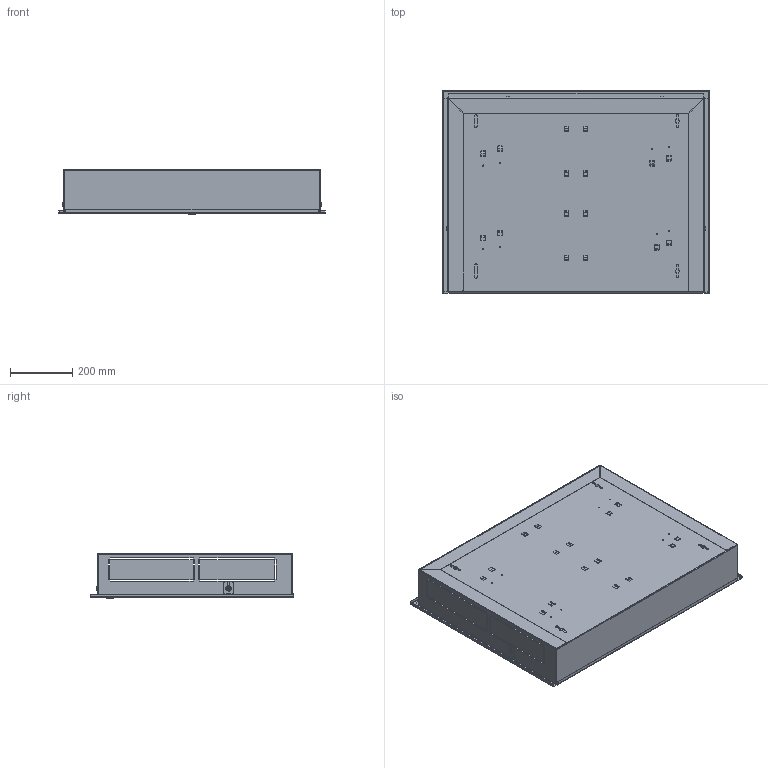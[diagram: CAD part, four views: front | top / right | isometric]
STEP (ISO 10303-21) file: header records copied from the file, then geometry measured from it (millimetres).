
FILE_DESCRIPTION (( 'STEP AP203' ), '1' );
FILE_NAME ('SER-EER Metering Unit_Set7(267B0006)_SLDASM_Without Circulation Unit.step', '2022-07-29T08:53:55', ( '' ), ( '' ), 'SwSTEP 2.0', 'SolidWorks 2021', '' );
FILE_SCHEMA (( 'CONFIG_CONTROL_DESIGN' ));
Length unit declared in the file: millimetre
Products named in the file (10): Kilit_Anahtar_01_Varsay考an; Cabin_SER_Tip2_D_Varsay考an; M6-Cabinet-Vida_Varsay考an; Cabin_SER_Tip2_B_Varsay考an; Cabin_SER_Tip2_C_Varsay考an; Cabin_SER_Tip2_E_Varsay考an; SER-EER Metering Unit_Set7(267B0006)_SLDASM_Without Circulation Unit; M6-Cabinet-Pul_Varsay考an; M6-Cabinet-Somun_Varsay考an; Cabin_SER_Tip2_A_Varsay考an
Assembly tree (21 placements, depth 2):
  SER-EER Metering Unit_Set7(267B0006)_SLDASM_Without Circulation Unit
    Cabin_SER_Tip2_D_Varsay考an
    Cabin_SER_Tip2_A_Varsay考an
    Cabin_SER_Tip2_B_Varsay考an
    Cabin_SER_Tip2_C_Varsay考an
    M6-Cabinet-Vida_Varsay考an  x4
    M6-Cabinet-Pul_Varsay考an  x4
    M6-Cabinet-Somun_Varsay考an  x4
    Cabin_SER_Tip2_E_Varsay考an  x4
    Kilit_Anahtar_01_Varsay考an
Bounding box: 853.7 x 650 x 144 mm (x, y, z)
Volume: 1831991.4 mm3; surface area: 3417372.8 mm2
Topology: 24 solids, 24 shells, 1762 faces, 4525 edges, 2808 vertices
Faces by surface type: plane 961, cylinder 612, bspline 89, cone 60, torus 40
Entity records: 50866 total; most frequent: CARTESIAN_POINT 18485, ORIENTED_EDGE 6538, DIRECTION 6367, EDGE_CURVE 3269, VECTOR 2145, LINE 2145, AXIS2_PLACEMENT_3D 2111, VERTEX_POINT 1992
